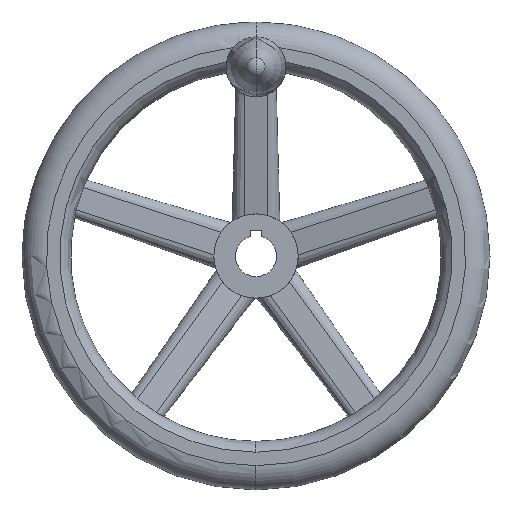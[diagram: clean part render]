
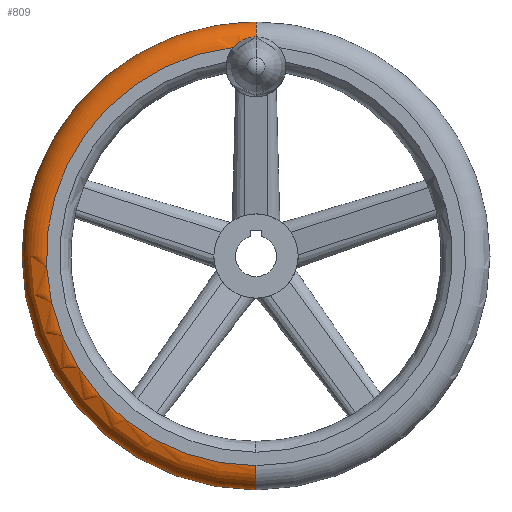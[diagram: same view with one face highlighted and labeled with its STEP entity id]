
A CAD part, top view. The second image highlights one B-rep face of the part: STEP entity #809.
In plain terms, the highlighted toroidal (fillet/blend) face has major radius 112 mm and minor radius 13 mm.
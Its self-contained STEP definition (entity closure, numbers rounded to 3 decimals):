
#353=EDGE_CURVE('',#719,#885,#1019,.T.);
#411=VERTEX_POINT('',#1081);
#437=EDGE_CURVE('',#877,#411,#1111,.T.);
#481=EDGE_CURVE('',#753,#411,#1156,.T.);
#689=EDGE_CURVE('',#719,#753,#1390,.T.);
#719=VERTEX_POINT('',#1425);
#753=VERTEX_POINT('',#1463);
#805=EDGE_CURVE('',#877,#885,#1518,.T.);
#809=ADVANCED_FACE('',(#1522),#1523,.T.);
#877=VERTEX_POINT('',#1595);
#885=VERTEX_POINT('',#1603);
#1019=CIRCLE('',#1748,13.0);
#1081=CARTESIAN_POINT('',(0.,112.0,50.0));
#1111=CIRCLE('',#2022,13.0);
#1156=CIRCLE('',#2089,112.0);
#1390=CIRCLE('',#2775,112.0);
#1425=CARTESIAN_POINT('',(0.,-112.0,50.0));
#1463=CARTESIAN_POINT('',(-12.217,111.332,50.));
#1518=CIRCLE('',#3089,125.0);
#1522=FACE_OUTER_BOUND('',#3093,.T.);
#1523=TOROIDAL_SURFACE('',#3094,112.0,13.0);
#1595=CARTESIAN_POINT('',(0.,125.0,37.0));
#1603=CARTESIAN_POINT('',(0.,-125.0,37.0));
#1748=AXIS2_PLACEMENT_3D('',#3618,#3619,#3620);
#2022=AXIS2_PLACEMENT_3D('',#3717,#3718,#3719);
#2089=AXIS2_PLACEMENT_3D('',#3751,#3752,#3753);
#2775=AXIS2_PLACEMENT_3D('',#4052,#4053,#4054);
#3089=AXIS2_PLACEMENT_3D('',#4198,#4199,#4200);
#3093=EDGE_LOOP('',(#4202,#4203,#4204,#4205,#4206));
#3094=AXIS2_PLACEMENT_3D('',#4207,#4208,#4209);
#3618=CARTESIAN_POINT('',(0.,-112.0,37.0));
#3619=DIRECTION('',(1.0,0.,0.));
#3620=DIRECTION('',(0.,-1.0,0.));
#3717=CARTESIAN_POINT('',(0.,112.0,37.0));
#3718=DIRECTION('',(1.0,0.,0.));
#3719=DIRECTION('',(0.,1.0,0.));
#3751=CARTESIAN_POINT('',(0.,0.,50.0));
#3752=DIRECTION('',(0.,0.,-1.0));
#3753=DIRECTION('',(0.,1.0,0.));
#4052=CARTESIAN_POINT('',(0.,0.,50.0));
#4053=DIRECTION('',(0.,0.,-1.0));
#4054=DIRECTION('',(0.,1.0,0.));
#4198=CARTESIAN_POINT('',(0.,0.,37.0));
#4199=DIRECTION('',(0.,0.,1.0));
#4200=DIRECTION('',(1.0,0.0,0.));
#4202=ORIENTED_EDGE('',*,*,#805,.T.);
#4203=ORIENTED_EDGE('',*,*,#353,.F.);
#4204=ORIENTED_EDGE('',*,*,#689,.T.);
#4205=ORIENTED_EDGE('',*,*,#481,.T.);
#4206=ORIENTED_EDGE('',*,*,#437,.F.);
#4207=CARTESIAN_POINT('',(0.,0.,37.0));
#4208=DIRECTION('',(0.,0.,1.0));
#4209=DIRECTION('',(0.,1.0,0.0));
